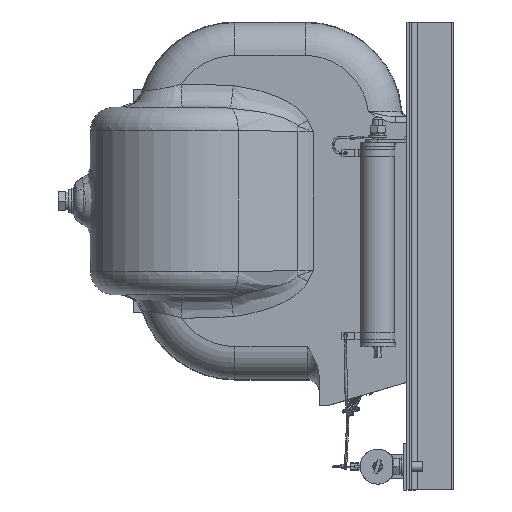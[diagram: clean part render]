
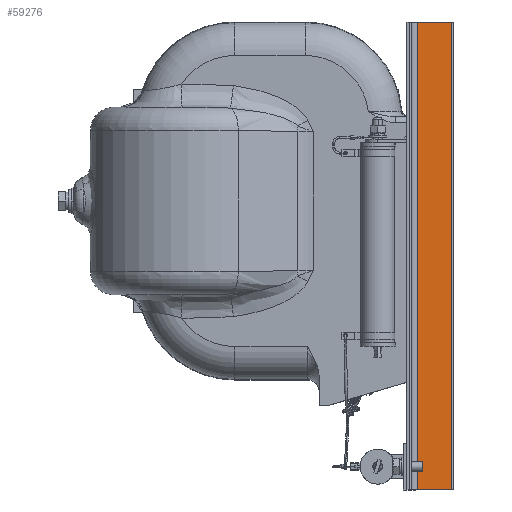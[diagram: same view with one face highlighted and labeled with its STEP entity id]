
A CAD part, left-side view. The second image highlights one B-rep face of the part: STEP entity #59276.
In plain terms, the highlighted planar face has unit normal (-1, 0, 0).
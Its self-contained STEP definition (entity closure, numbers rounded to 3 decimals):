
#9518 = VERTEX_POINT ( 'NONE', #40997 ) ;
#9520 = VERTEX_POINT ( 'NONE', #40998 ) ;
#9526 = VERTEX_POINT ( 'NONE', #41001 ) ;
#9546 = VERTEX_POINT ( 'NONE', #43463 ) ;
#14363 = EDGE_LOOP ( 'NONE', ( #18388, #18391, #18395, #18399 ) ) ;
#18388 = ORIENTED_EDGE ( 'NONE', *, *, #28078, .F. ) ;
#18391 = ORIENTED_EDGE ( 'NONE', *, *, #28189, .F. ) ;
#18395 = ORIENTED_EDGE ( 'NONE', *, *, #28168, .T. ) ;
#18399 = ORIENTED_EDGE ( 'NONE', *, *, #28065, .T. ) ;
#28065 = EDGE_CURVE ( 'NONE', #9546, #9526, #67485, .T. ) ;
#28078 = EDGE_CURVE ( 'NONE', #9520, #9526, #67491, .T. ) ;
#28168 = EDGE_CURVE ( 'NONE', #9518, #9546, #67624, .T. ) ;
#28189 = EDGE_CURVE ( 'NONE', #9518, #9520, #67676, .T. ) ;
#40997 = CARTESIAN_POINT ( 'NONE',  ( -76.032, -21.522, -275.447 ) ) ;
#40998 = CARTESIAN_POINT ( 'NONE',  ( -76.032, -21.522, 124.553 ) ) ;
#41001 = CARTESIAN_POINT ( 'NONE',  ( -76.032, -50.822, 124.553 ) ) ;
#43463 = CARTESIAN_POINT ( 'NONE',  ( -76.032, -50.822, -275.447 ) ) ;
#47191 = FACE_OUTER_BOUND ( 'NONE', #14363, .T. ) ;
#59276 = ADVANCED_FACE ( 'NONE', ( #47191 ), #65439, .T. ) ;
#64582 = AXIS2_PLACEMENT_3D ( 'NONE', #65437, #65442, #65443 ) ;
#65437 = CARTESIAN_POINT ( 'NONE',  ( -76.032, -50.822, -275.447 ) ) ;
#65439 = PLANE ( 'NONE',  #64582 ) ;
#65442 = DIRECTION ( 'NONE',  ( -1., 0., 0. ) ) ;
#65443 = DIRECTION ( 'NONE',  ( 0., 0., 1. ) ) ;
#67482 = VECTOR ( 'NONE', #72367, 1000. ) ;
#67485 = LINE ( 'NONE', #72365, #67482 ) ;
#67491 = LINE ( 'NONE', #72399, #67493 ) ;
#67493 = VECTOR ( 'NONE', #72400, 1000. ) ;
#67624 = LINE ( 'NONE', #74125, #67633 ) ;
#67633 = VECTOR ( 'NONE', #74126, 1000. ) ;
#67676 = LINE ( 'NONE', #74175, #67677 ) ;
#67677 = VECTOR ( 'NONE', #74176, 1000. ) ;
#72365 = CARTESIAN_POINT ( 'NONE',  ( -76.032, -50.822, -275.447 ) ) ;
#72367 = DIRECTION ( 'NONE',  ( 0., 0., 1. ) ) ;
#72399 = CARTESIAN_POINT ( 'NONE',  ( -76.032, -50.822, 124.553 ) ) ;
#72400 = DIRECTION ( 'NONE',  ( 0., -1., 0. ) ) ;
#74125 = CARTESIAN_POINT ( 'NONE',  ( -76.032, -50.822, -275.447 ) ) ;
#74126 = DIRECTION ( 'NONE',  ( 0., -1., 0. ) ) ;
#74175 = CARTESIAN_POINT ( 'NONE',  ( -76.032, -21.522, -275.447 ) ) ;
#74176 = DIRECTION ( 'NONE',  ( 0., 0., 1. ) ) ;
